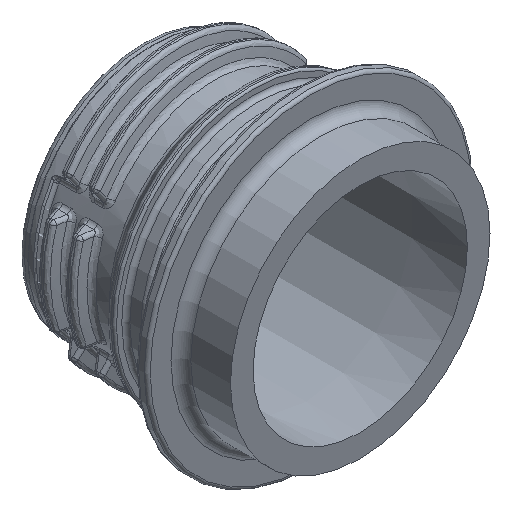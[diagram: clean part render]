
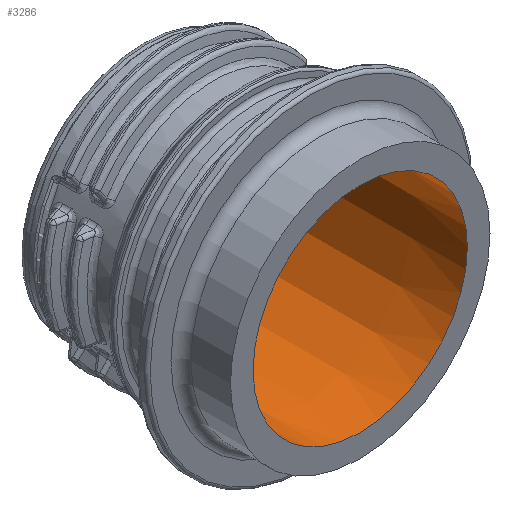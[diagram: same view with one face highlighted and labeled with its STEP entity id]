
A CAD part, isometric view. The second image highlights one B-rep face of the part: STEP entity #3286.
In plain terms, the highlighted conical face has half-angle 0.143 degrees and reference radius 10.87 mm.
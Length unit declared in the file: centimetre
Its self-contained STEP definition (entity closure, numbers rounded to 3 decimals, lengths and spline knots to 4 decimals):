
#643=CONICAL_SURFACE('',#3529,1.087,0.003);
#648=FACE_BOUND('',#921,.T.);
#680=FACE_OUTER_BOUND('',#920,.T.);
#920=EDGE_LOOP('',(#2207));
#921=EDGE_LOOP('',(#2208));
#1189=CIRCLE('',#3527,1.0869);
#1191=CIRCLE('',#3530,1.0815);
#1348=VERTEX_POINT('',#4229);
#1350=VERTEX_POINT('',#4234);
#1673=EDGE_CURVE('',#1348,#1348,#1189,.T.);
#1675=EDGE_CURVE('',#1350,#1350,#1191,.T.);
#2207=ORIENTED_EDGE('',*,*,#1675,.F.);
#2208=ORIENTED_EDGE('',*,*,#1673,.F.);
#3286=ADVANCED_FACE('',(#680,#648),#643,.F.);
#3527=AXIS2_PLACEMENT_3D('',#4230,#3752,#3753);
#3529=AXIS2_PLACEMENT_3D('',#4233,#3756,#3757);
#3530=AXIS2_PLACEMENT_3D('',#4235,#3758,#3759);
#3752=DIRECTION('center_axis',(0.,-1.,0.));
#3753=DIRECTION('ref_axis',(0.,0.,1.));
#3756=DIRECTION('center_axis',(0.,1.,0.));
#3757=DIRECTION('ref_axis',(0.,0.,1.));
#3758=DIRECTION('center_axis',(0.,1.,0.));
#3759=DIRECTION('ref_axis',(0.,0.,1.));
#4229=CARTESIAN_POINT('',(0.,2.1701,-1.0869));
#4230=CARTESIAN_POINT('Origin',(0.,2.1701,0.));
#4233=CARTESIAN_POINT('Origin',(0.,2.2,0.));
#4234=CARTESIAN_POINT('',(0.,0.,-1.0815));
#4235=CARTESIAN_POINT('Origin',(0.,0.,0.));
